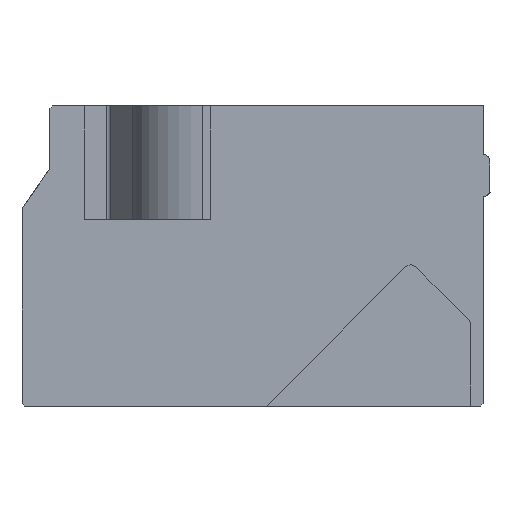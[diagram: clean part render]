
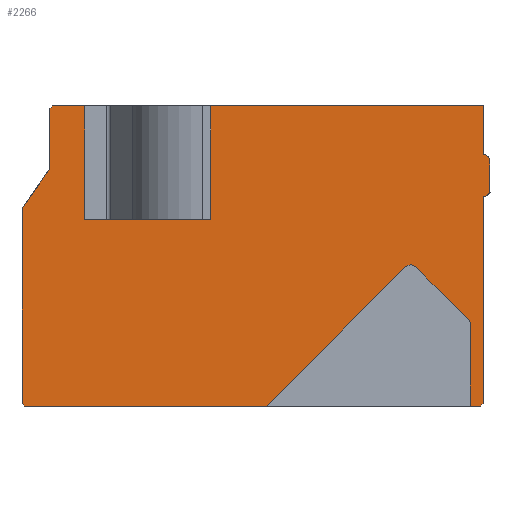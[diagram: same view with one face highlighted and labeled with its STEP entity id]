
A CAD part, left-side view. The second image highlights one B-rep face of the part: STEP entity #2266.
In plain terms, the highlighted planar face has unit normal (-1, 0, 0).
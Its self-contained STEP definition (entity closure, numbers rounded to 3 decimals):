
#196=FACE_OUTER_BOUND('',#323,.T.);
#323=EDGE_LOOP('',(#2014,#2015,#2016,#2017,#2018,#2019,#2020,#2021,#2022,
#2023,#2024,#2025,#2026,#2027,#2028,#2029,#2030,#2031,#2032,#2033,#2034,
#2035,#2036,#2037,#2038));
#395=CIRCLE('',#2456,1.);
#397=CIRCLE('',#2462,1.);
#498=LINE('',#3405,#735);
#504=LINE('',#3423,#741);
#513=LINE('',#3444,#750);
#534=LINE('',#3501,#771);
#579=LINE('',#3658,#816);
#580=LINE('',#3661,#817);
#583=LINE('',#3666,#820);
#586=LINE('',#3672,#823);
#588=LINE('',#3676,#825);
#590=LINE('',#3680,#827);
#592=LINE('',#3684,#829);
#594=LINE('',#3688,#831);
#597=LINE('',#3692,#834);
#601=LINE('',#3706,#838);
#604=LINE('',#3713,#841);
#607=LINE('',#3719,#844);
#617=LINE('',#3744,#854);
#625=LINE('',#3771,#862);
#626=LINE('',#3772,#863);
#627=LINE('',#3775,#864);
#638=LINE('',#3799,#875);
#639=LINE('',#3801,#876);
#640=LINE('',#3802,#877);
#735=VECTOR('',#2743,10.);
#741=VECTOR('',#2755,10.);
#750=VECTOR('',#2770,10.);
#771=VECTOR('',#2825,10.);
#816=VECTOR('',#2988,10.);
#817=VECTOR('',#2991,10.);
#820=VECTOR('',#2996,10.);
#823=VECTOR('',#3001,10.);
#825=VECTOR('',#3005,10.);
#827=VECTOR('',#3009,10.);
#829=VECTOR('',#3013,10.);
#831=VECTOR('',#3017,10.);
#834=VECTOR('',#3022,10.);
#838=VECTOR('',#3034,10.);
#841=VECTOR('',#3039,10.);
#844=VECTOR('',#3044,10.);
#854=VECTOR('',#3072,10.);
#862=VECTOR('',#3096,10.);
#863=VECTOR('',#3097,10.);
#864=VECTOR('',#3100,10.);
#875=VECTOR('',#3131,10.);
#876=VECTOR('',#3134,10.);
#877=VECTOR('',#3135,10.);
#964=VERTEX_POINT('',#3402);
#965=VERTEX_POINT('',#3404);
#973=VERTEX_POINT('',#3420);
#974=VERTEX_POINT('',#3422);
#983=VERTEX_POINT('',#3442);
#1001=VERTEX_POINT('',#3498);
#1002=VERTEX_POINT('',#3500);
#1055=VERTEX_POINT('',#3654);
#1056=VERTEX_POINT('',#3660);
#1058=VERTEX_POINT('',#3669);
#1059=VERTEX_POINT('',#3671);
#1060=VERTEX_POINT('',#3675);
#1061=VERTEX_POINT('',#3679);
#1062=VERTEX_POINT('',#3683);
#1063=VERTEX_POINT('',#3687);
#1065=VERTEX_POINT('',#3695);
#1066=VERTEX_POINT('',#3697);
#1068=VERTEX_POINT('',#3703);
#1070=VERTEX_POINT('',#3709);
#1072=VERTEX_POINT('',#3712);
#1074=VERTEX_POINT('',#3718);
#1080=VERTEX_POINT('',#3742);
#1083=VERTEX_POINT('',#3753);
#1091=VERTEX_POINT('',#3769);
#1092=VERTEX_POINT('',#3774);
#1219=EDGE_CURVE('',#965,#964,#498,.T.);
#1228=EDGE_CURVE('',#974,#973,#504,.T.);
#1239=EDGE_CURVE('',#983,#964,#513,.T.);
#1267=EDGE_CURVE('',#1001,#1002,#534,.T.);
#1346=EDGE_CURVE('',#974,#1055,#579,.T.);
#1347=EDGE_CURVE('',#1002,#1056,#580,.T.);
#1350=EDGE_CURVE('',#973,#1056,#583,.T.);
#1353=EDGE_CURVE('',#1059,#1058,#586,.T.);
#1355=EDGE_CURVE('',#1060,#1059,#588,.T.);
#1357=EDGE_CURVE('',#1060,#1061,#590,.T.);
#1359=EDGE_CURVE('',#1062,#1061,#592,.T.);
#1361=EDGE_CURVE('',#1062,#1063,#594,.T.);
#1364=EDGE_CURVE('',#1055,#983,#597,.T.);
#1366=EDGE_CURVE('',#1065,#1066,#395,.T.);
#1370=EDGE_CURVE('',#1065,#1068,#601,.T.);
#1373=EDGE_CURVE('',#1070,#1072,#604,.F.);
#1376=EDGE_CURVE('',#1066,#1074,#607,.F.);
#1379=EDGE_CURVE('',#1074,#1070,#397,.T.);
#1389=EDGE_CURVE('',#1080,#1001,#617,.T.);
#1402=EDGE_CURVE('',#1091,#1068,#625,.T.);
#1403=EDGE_CURVE('',#1072,#1083,#626,.T.);
#1404=EDGE_CURVE('',#1092,#1091,#627,.T.);
#1417=EDGE_CURVE('',#1083,#1080,#638,.T.);
#1418=EDGE_CURVE('',#1063,#1092,#639,.T.);
#1419=EDGE_CURVE('',#965,#1058,#640,.T.);
#2014=ORIENTED_EDGE('',*,*,#1389,.F.);
#2015=ORIENTED_EDGE('',*,*,#1417,.F.);
#2016=ORIENTED_EDGE('',*,*,#1403,.F.);
#2017=ORIENTED_EDGE('',*,*,#1373,.F.);
#2018=ORIENTED_EDGE('',*,*,#1379,.F.);
#2019=ORIENTED_EDGE('',*,*,#1376,.F.);
#2020=ORIENTED_EDGE('',*,*,#1366,.F.);
#2021=ORIENTED_EDGE('',*,*,#1370,.T.);
#2022=ORIENTED_EDGE('',*,*,#1402,.F.);
#2023=ORIENTED_EDGE('',*,*,#1404,.F.);
#2024=ORIENTED_EDGE('',*,*,#1418,.F.);
#2025=ORIENTED_EDGE('',*,*,#1361,.F.);
#2026=ORIENTED_EDGE('',*,*,#1359,.T.);
#2027=ORIENTED_EDGE('',*,*,#1357,.F.);
#2028=ORIENTED_EDGE('',*,*,#1355,.T.);
#2029=ORIENTED_EDGE('',*,*,#1353,.T.);
#2030=ORIENTED_EDGE('',*,*,#1419,.F.);
#2031=ORIENTED_EDGE('',*,*,#1219,.T.);
#2032=ORIENTED_EDGE('',*,*,#1239,.F.);
#2033=ORIENTED_EDGE('',*,*,#1364,.F.);
#2034=ORIENTED_EDGE('',*,*,#1346,.F.);
#2035=ORIENTED_EDGE('',*,*,#1228,.T.);
#2036=ORIENTED_EDGE('',*,*,#1350,.T.);
#2037=ORIENTED_EDGE('',*,*,#1347,.F.);
#2038=ORIENTED_EDGE('',*,*,#1267,.F.);
#2150=PLANE('',#2489);
#2266=ADVANCED_FACE('',(#196),#2150,.F.);
#2456=AXIS2_PLACEMENT_3D('',#3698,#3026,#3027);
#2462=AXIS2_PLACEMENT_3D('',#3724,#3049,#3050);
#2489=AXIS2_PLACEMENT_3D('',#3800,#3132,#3133);
#2743=DIRECTION('',(0.,1.,0.));
#2755=DIRECTION('',(0.,1.,0.));
#2770=DIRECTION('',(0.,0.,1.));
#2825=DIRECTION('',(0.,-0.574,0.819));
#2988=DIRECTION('',(0.,0.,-1.));
#2991=DIRECTION('',(0.,0.,1.));
#2996=DIRECTION('',(0.,0.707,-0.707));
#3001=DIRECTION('',(0.,1.,0.));
#3005=DIRECTION('',(0.,0.707,0.707));
#3009=DIRECTION('',(0.,0.,-1.));
#3013=DIRECTION('',(0.,-0.707,0.707));
#3017=DIRECTION('',(0.,1.,0.));
#3022=DIRECTION('',(0.,-1.,0.));
#3026=DIRECTION('center_axis',(-1.,0.,0.));
#3027=DIRECTION('ref_axis',(0.,-0.924,0.382));
#3034=DIRECTION('',(0.,0.,-1.));
#3039=DIRECTION('',(0.,-0.707,0.707));
#3044=DIRECTION('',(0.,-0.707,-0.708));
#3049=DIRECTION('center_axis',(-1.,0.,0.));
#3050=DIRECTION('ref_axis',(0.,-0.001,
1.));
#3072=DIRECTION('',(0.,0.,1.));
#3096=DIRECTION('',(0.,1.,0.));
#3097=DIRECTION('',(0.,1.,0.));
#3100=DIRECTION('',(0.,0.707,-0.707));
#3131=DIRECTION('',(0.,0.707,0.707));
#3132=DIRECTION('center_axis',(1.,0.,0.));
#3133=DIRECTION('ref_axis',(0.,0.,1.));
#3134=DIRECTION('',(0.,0.,-1.));
#3135=DIRECTION('',(0.,0.,-1.));
#3402=CARTESIAN_POINT('',(-84.,-54.544,66.6));
#3404=CARTESIAN_POINT('',(-84.,-93.5,66.6));
#3405=CARTESIAN_POINT('',(-84.,-54.544,66.6));
#3420=CARTESIAN_POINT('',(-84.,-31.9,66.6));
#3422=CARTESIAN_POINT('',(-84.,-36.5,66.6));
#3423=CARTESIAN_POINT('',(-84.,-87.25,66.6));
#3442=CARTESIAN_POINT('',(-84.,-54.544,50.302));
#3444=CARTESIAN_POINT('',(-84.,-54.544,51.6));
#3498=CARTESIAN_POINT('',(-84.,-27.5,51.887));
#3500=CARTESIAN_POINT('',(-84.,-31.5,57.6));
#3501=CARTESIAN_POINT('',(-84.,-42.754,73.672));
#3654=CARTESIAN_POINT('',(-84.,-36.5,50.302));
#3658=CARTESIAN_POINT('',(-84.,-36.5,57.1));
#3660=CARTESIAN_POINT('',(-84.,-31.5,66.2));
#3661=CARTESIAN_POINT('',(-84.,-31.5,57.1));
#3666=CARTESIAN_POINT('',(-84.,-49.7,84.4));
#3669=CARTESIAN_POINT('',(-84.,-93.5,59.6));
#3671=CARTESIAN_POINT('',(-84.,-93.9,59.6));
#3672=CARTESIAN_POINT('',(-84.,-103.5,59.6));
#3675=CARTESIAN_POINT('',(-84.,-94.5,59.));
#3676=CARTESIAN_POINT('',(-84.,-94.55,58.95));
#3679=CARTESIAN_POINT('',(-84.,-94.5,54.2));
#3680=CARTESIAN_POINT('',(-84.,-94.5,56.6));
#3683=CARTESIAN_POINT('',(-84.,-93.9,53.6));
#3684=CARTESIAN_POINT('',(-84.,-104.85,64.55));
#3687=CARTESIAN_POINT('',(-84.,-93.5,53.6));
#3688=CARTESIAN_POINT('',(-84.,-103.5,53.6));
#3692=CARTESIAN_POINT('',(-84.,-87.25,50.302));
#3695=CARTESIAN_POINT('',(-84.,-91.7,35.298));
#3697=CARTESIAN_POINT('',(-84.,-91.408,36.005));
#3698=CARTESIAN_POINT('Origin',(-84.,-90.7,35.298));
#3703=CARTESIAN_POINT('',(-84.,-91.7,23.6));
#3706=CARTESIAN_POINT('',(-84.,-91.7,51.6));
#3709=CARTESIAN_POINT('',(-84.,-82.462,43.546));
#3712=CARTESIAN_POINT('',(-84.,-62.5,23.6));
#3713=CARTESIAN_POINT('',(-84.,-92.095,53.171));
#3718=CARTESIAN_POINT('',(-84.,-83.877,43.545));
#3719=CARTESIAN_POINT('',(-84.,-91.354,36.059));
#3724=CARTESIAN_POINT('Origin',(-84.,-83.169,42.839));
#3742=CARTESIAN_POINT('',(-84.,-27.5,24.));
#3744=CARTESIAN_POINT('',(-84.,-27.5,41.6));
#3753=CARTESIAN_POINT('',(-84.,-27.9,23.6));
#3769=CARTESIAN_POINT('',(-84.,-93.1,23.6));
#3771=CARTESIAN_POINT('',(-84.,-103.5,23.6));
#3772=CARTESIAN_POINT('',(-84.,-86.106,23.6));
#3774=CARTESIAN_POINT('',(-84.,-93.5,24.));
#3775=CARTESIAN_POINT('',(-84.,-105.8,36.3));
#3799=CARTESIAN_POINT('',(-84.,-41.7,9.8));
#3800=CARTESIAN_POINT('Origin',(-84.,-113.5,53.6));
#3801=CARTESIAN_POINT('',(-84.,-93.5,51.6));
#3802=CARTESIAN_POINT('',(-84.,-93.5,51.6));
